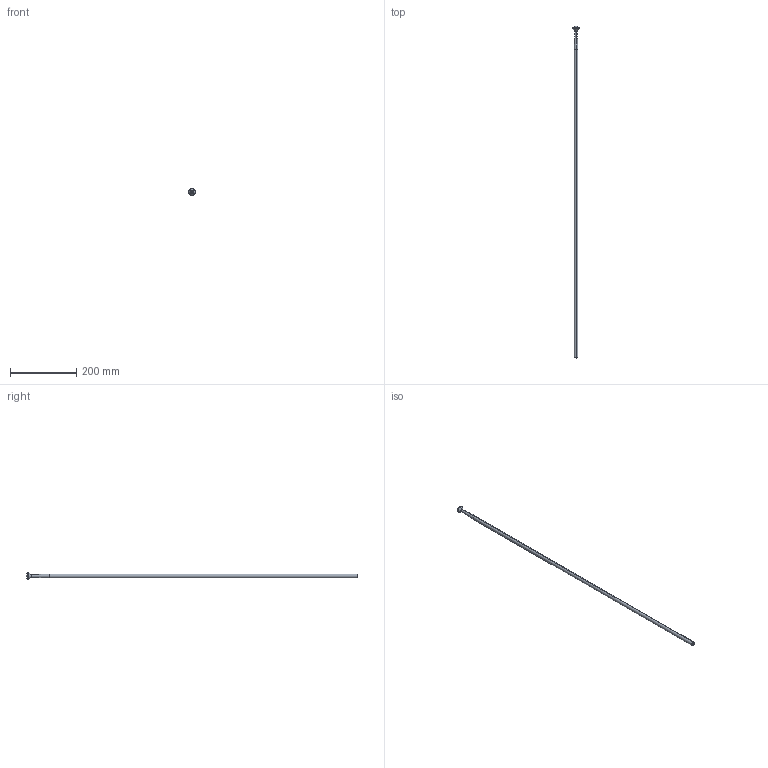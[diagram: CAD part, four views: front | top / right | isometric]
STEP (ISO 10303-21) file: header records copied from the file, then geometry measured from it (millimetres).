
FILE_DESCRIPTION (( 'STEP AP203' ), '1' );
FILE_NAME ('1442-VA.step', '2015-09-17T14:44:33', ( '' ), ( '' ), 'SwSTEP 2.0', 'SolidWorks 2015', '' );
FILE_SCHEMA (( 'CONFIG_CONTROL_DESIGN' ));
Length unit declared in the file: millimetre
Products named in the file (1): 1442-VA
Bounding box: 19.5 x 1000 x 19.5 mm (x, y, z)
Volume: 111745.1 mm3; surface area: 37765 mm2
Topology: 1 solids, 1 shells, 205 faces, 534 edges, 352 vertices
Faces by surface type: plane 137, bspline 54, cone 6, torus 4, cylinder 4
Entity records: 8913 total; most frequent: CARTESIAN_POINT 4154, ORIENTED_EDGE 1068, DIRECTION 750, EDGE_CURVE 534, LINE 406, VECTOR 406, VERTEX_POINT 352, EDGE_LOOP 226
